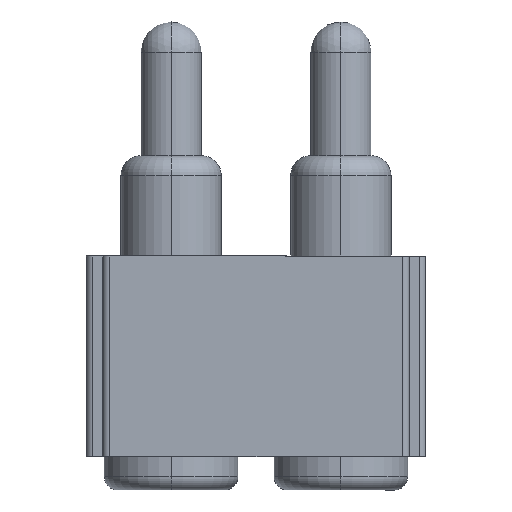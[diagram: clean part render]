
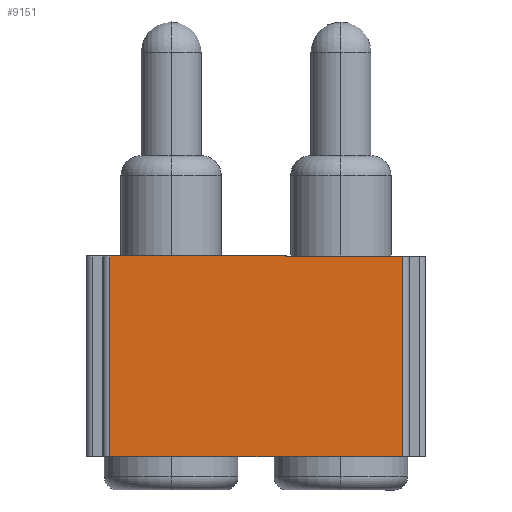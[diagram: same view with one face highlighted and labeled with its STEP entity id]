
A CAD part, left-side view. The second image highlights one B-rep face of the part: STEP entity #9151.
In plain terms, the highlighted planar face has unit normal (-1, 0, 0).
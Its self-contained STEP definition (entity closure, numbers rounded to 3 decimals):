
#601 = LINE ( 'NONE', #6203, #13995 ) ;
#1019 = DIRECTION ( 'NONE',  ( 0., 0., -1. ) ) ;
#1103 = VECTOR ( 'NONE', #15318, 1000. ) ;
#1250 = ORIENTED_EDGE ( 'NONE', *, *, #11851, .T. ) ;
#1750 = PLANE ( 'NONE',  #16084 ) ;
#2669 = ORIENTED_EDGE ( 'NONE', *, *, #7572, .T. ) ;
#2949 = VERTEX_POINT ( 'NONE', #15095 ) ;
#3411 = DIRECTION ( 'NONE',  ( 0., 0., 1. ) ) ;
#3938 = VECTOR ( 'NONE', #1019, 1000. ) ;
#4194 = LINE ( 'NONE', #9773, #1103 ) ;
#4240 = ORIENTED_EDGE ( 'NONE', *, *, #8746, .T. ) ;
#4353 = CARTESIAN_POINT ( 'NONE',  ( -5.08, -2.19, 0. ) ) ;
#4687 = DIRECTION ( 'NONE',  ( 1., 0., 0. ) ) ;
#6203 = CARTESIAN_POINT ( 'NONE',  ( -5.08, 2.54, 0. ) ) ;
#6890 = VERTEX_POINT ( 'NONE', #10036 ) ;
#7572 = EDGE_CURVE ( 'NONE', #6890, #2949, #7964, .T. ) ;
#7964 = LINE ( 'NONE', #13541, #3938 ) ;
#8247 = EDGE_LOOP ( 'NONE', ( #4240, #2669, #14255, #1250 ) ) ;
#8746 = EDGE_CURVE ( 'NONE', #14939, #6890, #601, .T. ) ;
#9106 = VECTOR ( 'NONE', #3411, 1000. ) ;
#9151 = ADVANCED_FACE ( 'NONE', ( #14273 ), #1750, .F. ) ;
#9773 = CARTESIAN_POINT ( 'NONE',  ( -5.08, 2.54, -3. ) ) ;
#10036 = CARTESIAN_POINT ( 'NONE',  ( -5.08, 2.19, 0. ) ) ;
#10256 = DIRECTION ( 'NONE',  ( 0., 0., 1. ) ) ;
#10338 = LINE ( 'NONE', #15879, #9106 ) ;
#11190 = EDGE_CURVE ( 'NONE', #11767, #2949, #4194, .T. ) ;
#11767 = VERTEX_POINT ( 'NONE', #14451 ) ;
#11771 = DIRECTION ( 'NONE',  ( 0., 1., 0. ) ) ;
#11851 = EDGE_CURVE ( 'NONE', #11767, #14939, #10338, .T. ) ;
#13541 = CARTESIAN_POINT ( 'NONE',  ( -5.08, 2.19, -3. ) ) ;
#13995 = VECTOR ( 'NONE', #11771, 1000. ) ;
#14255 = ORIENTED_EDGE ( 'NONE', *, *, #11190, .F. ) ;
#14273 = FACE_OUTER_BOUND ( 'NONE', #8247, .T. ) ;
#14451 = CARTESIAN_POINT ( 'NONE',  ( -5.08, -2.19, -3. ) ) ;
#14939 = VERTEX_POINT ( 'NONE', #4353 ) ;
#15095 = CARTESIAN_POINT ( 'NONE',  ( -5.08, 2.19, -3. ) ) ;
#15318 = DIRECTION ( 'NONE',  ( 0., 1., 0. ) ) ;
#15879 = CARTESIAN_POINT ( 'NONE',  ( -5.08, -2.19, -3. ) ) ;
#16084 = AXIS2_PLACEMENT_3D ( 'NONE', #17149, #4687, #10256 ) ;
#17149 = CARTESIAN_POINT ( 'NONE',  ( -5.08, 2.54, -3. ) ) ;
